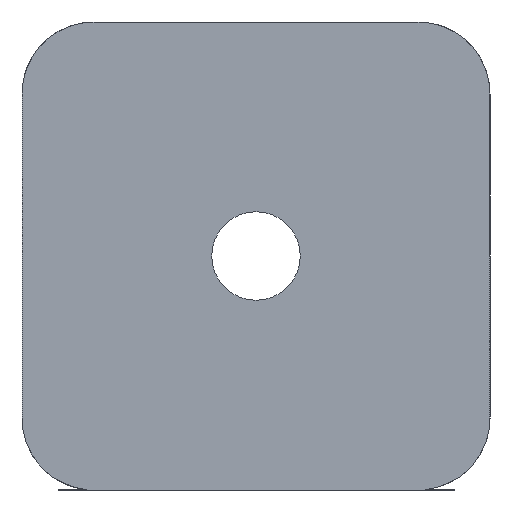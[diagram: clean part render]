
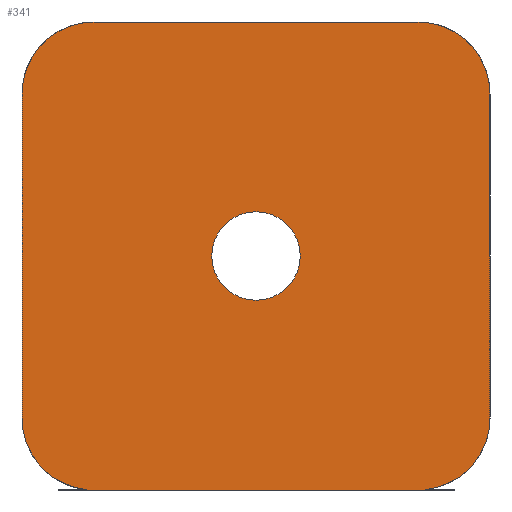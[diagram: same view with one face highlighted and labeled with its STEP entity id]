
A CAD part, left-side view. The second image highlights one B-rep face of the part: STEP entity #341.
In plain terms, the highlighted planar face has unit normal (-1, 0, 0).
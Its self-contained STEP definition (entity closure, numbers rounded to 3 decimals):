
#20=FACE_BOUND('',#62,.T.);
#31=PLANE('',#383);
#43=FACE_OUTER_BOUND('',#61,.T.);
#61=EDGE_LOOP('',(#258,#259,#260,#261,#262,#263,#264,#265,#266,#267,#268,
#269));
#62=EDGE_LOOP('',(#270,#271));
#83=LINE('',#523,#111);
#85=LINE('',#528,#113);
#87=LINE('',#532,#115);
#90=LINE('',#541,#118);
#91=LINE('',#546,#119);
#92=LINE('',#550,#120);
#93=LINE('',#554,#121);
#94=LINE('',#556,#122);
#111=VECTOR('',#430,10.);
#113=VECTOR('',#434,10.);
#115=VECTOR('',#438,10.);
#118=VECTOR('',#441,10.);
#119=VECTOR('',#446,10.);
#120=VECTOR('',#449,10.);
#121=VECTOR('',#452,10.);
#122=VECTOR('',#455,10.);
#135=CIRCLE('',#384,2.);
#136=CIRCLE('',#385,2.);
#137=CIRCLE('',#386,2.);
#138=CIRCLE('',#387,2.);
#139=CIRCLE('',#388,1.23);
#140=CIRCLE('',#389,1.23);
#152=VERTEX_POINT('',#519);
#153=VERTEX_POINT('',#521);
#154=VERTEX_POINT('',#525);
#155=VERTEX_POINT('',#527);
#156=VERTEX_POINT('',#531);
#159=VERTEX_POINT('',#539);
#160=VERTEX_POINT('',#543);
#161=VERTEX_POINT('',#545);
#162=VERTEX_POINT('',#547);
#163=VERTEX_POINT('',#549);
#164=VERTEX_POINT('',#551);
#165=VERTEX_POINT('',#553);
#166=VERTEX_POINT('',#557);
#167=VERTEX_POINT('',#558);
#190=EDGE_CURVE('',#152,#153,#83,.T.);
#192=EDGE_CURVE('',#155,#154,#85,.T.);
#194=EDGE_CURVE('',#152,#156,#87,.T.);
#198=EDGE_CURVE('',#159,#154,#90,.T.);
#199=EDGE_CURVE('',#160,#159,#135,.T.);
#200=EDGE_CURVE('',#160,#161,#91,.T.);
#201=EDGE_CURVE('',#162,#161,#136,.T.);
#202=EDGE_CURVE('',#162,#163,#92,.T.);
#203=EDGE_CURVE('',#164,#163,#137,.T.);
#204=EDGE_CURVE('',#164,#165,#93,.T.);
#205=EDGE_CURVE('',#156,#165,#138,.T.);
#206=EDGE_CURVE('',#153,#155,#94,.T.);
#207=EDGE_CURVE('',#166,#167,#139,.T.);
#208=EDGE_CURVE('',#167,#166,#140,.T.);
#258=ORIENTED_EDGE('',*,*,#192,.T.);
#259=ORIENTED_EDGE('',*,*,#198,.F.);
#260=ORIENTED_EDGE('',*,*,#199,.F.);
#261=ORIENTED_EDGE('',*,*,#200,.T.);
#262=ORIENTED_EDGE('',*,*,#201,.F.);
#263=ORIENTED_EDGE('',*,*,#202,.T.);
#264=ORIENTED_EDGE('',*,*,#203,.F.);
#265=ORIENTED_EDGE('',*,*,#204,.T.);
#266=ORIENTED_EDGE('',*,*,#205,.F.);
#267=ORIENTED_EDGE('',*,*,#194,.F.);
#268=ORIENTED_EDGE('',*,*,#190,.T.);
#269=ORIENTED_EDGE('',*,*,#206,.T.);
#270=ORIENTED_EDGE('',*,*,#207,.T.);
#271=ORIENTED_EDGE('',*,*,#208,.T.);
#341=ADVANCED_FACE('',(#43,#20),#31,.F.);
#383=AXIS2_PLACEMENT_3D('',#542,#442,#443);
#384=AXIS2_PLACEMENT_3D('',#544,#444,#445);
#385=AXIS2_PLACEMENT_3D('',#548,#447,#448);
#386=AXIS2_PLACEMENT_3D('',#552,#450,#451);
#387=AXIS2_PLACEMENT_3D('',#555,#453,#454);
#388=AXIS2_PLACEMENT_3D('',#559,#456,#457);
#389=AXIS2_PLACEMENT_3D('',#560,#458,#459);
#430=DIRECTION('',(0.,0.,-1.));
#434=DIRECTION('',(0.,0.,1.));
#438=DIRECTION('',(0.,-1.,0.));
#441=DIRECTION('',(0.,-1.,0.));
#442=DIRECTION('center_axis',(1.,0.,0.));
#443=DIRECTION('ref_axis',(0.,0.,-1.));
#444=DIRECTION('center_axis',(1.,0.,0.));
#445=DIRECTION('ref_axis',(0.,-0.707,-0.707));
#446=DIRECTION('',(0.,0.,1.));
#447=DIRECTION('center_axis',(1.,0.,0.));
#448=DIRECTION('ref_axis',(0.,-0.707,0.707));
#449=DIRECTION('',(0.,1.,0.));
#450=DIRECTION('center_axis',(1.,0.,0.));
#451=DIRECTION('ref_axis',(0.,0.707,0.707));
#452=DIRECTION('',(0.,0.,-1.));
#453=DIRECTION('center_axis',(1.,0.,0.));
#454=DIRECTION('ref_axis',(0.,0.707,-0.707));
#455=DIRECTION('',(0.,-1.,0.));
#456=DIRECTION('center_axis',(1.,0.,0.));
#457=DIRECTION('ref_axis',(0.,0.,1.));
#458=DIRECTION('center_axis',(1.,0.,0.));
#459=DIRECTION('ref_axis',(0.,0.,1.));
#519=CARTESIAN_POINT('',(0.,5.5,-6.49));
#521=CARTESIAN_POINT('',(0.,5.5,-6.5));
#523=CARTESIAN_POINT('',(0.,5.5,-3.25));
#525=CARTESIAN_POINT('',(0.,-5.5,-6.49));
#527=CARTESIAN_POINT('',(0.,-5.5,-6.5));
#528=CARTESIAN_POINT('',(0.,-5.5,-3.25));
#531=CARTESIAN_POINT('',(0.,4.7,-6.49));
#532=CARTESIAN_POINT('',(0.,6.,-6.49));
#539=CARTESIAN_POINT('',(0.,-4.7,-6.49));
#541=CARTESIAN_POINT('',(0.,6.,-6.49));
#542=CARTESIAN_POINT('Origin',(0.,0.,0.));
#543=CARTESIAN_POINT('',(0.,-6.5,-4.5));
#544=CARTESIAN_POINT('Origin',(0.,-4.5,-4.5));
#545=CARTESIAN_POINT('',(0.,-6.5,4.5));
#546=CARTESIAN_POINT('',(0.,-6.5,-6.5));
#547=CARTESIAN_POINT('',(0.,-4.5,6.5));
#548=CARTESIAN_POINT('Origin',(0.,-4.5,4.5));
#549=CARTESIAN_POINT('',(0.,4.5,6.5));
#550=CARTESIAN_POINT('',(0.,-6.5,6.5));
#551=CARTESIAN_POINT('',(0.,6.5,4.5));
#552=CARTESIAN_POINT('Origin',(0.,4.5,4.5));
#553=CARTESIAN_POINT('',(0.,6.5,-4.5));
#554=CARTESIAN_POINT('',(0.,6.5,6.5));
#555=CARTESIAN_POINT('Origin',(0.,4.5,-4.5));
#556=CARTESIAN_POINT('',(0.,6.,-6.5));
#557=CARTESIAN_POINT('',(0.,0.,1.23));
#558=CARTESIAN_POINT('',(0.,0.,-1.23));
#559=CARTESIAN_POINT('Origin',(0.,0.,0.));
#560=CARTESIAN_POINT('Origin',(0.,0.,0.));
